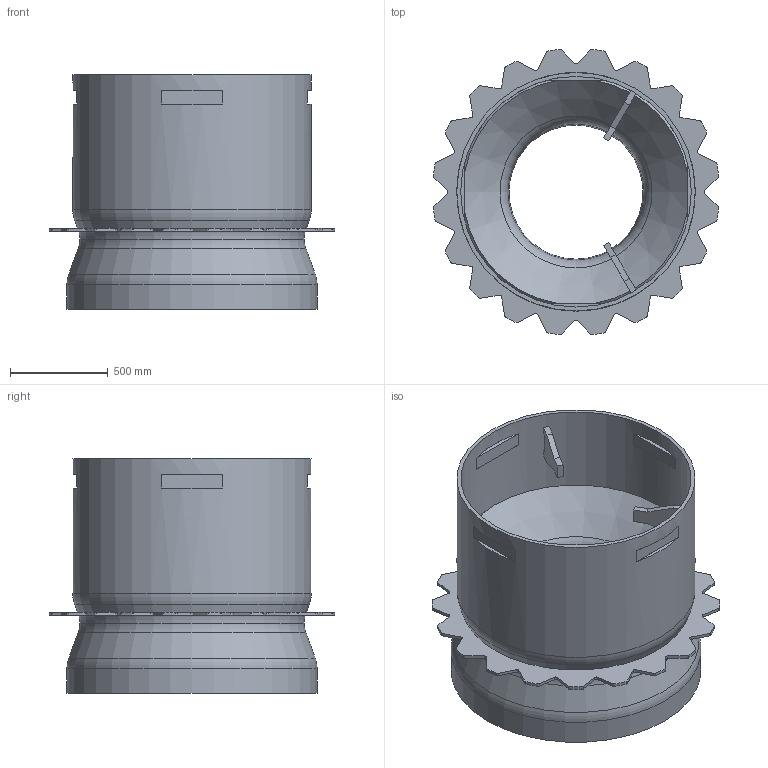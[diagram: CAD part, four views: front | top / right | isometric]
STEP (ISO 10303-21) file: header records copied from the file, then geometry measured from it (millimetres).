
FILE_DESCRIPTION(/* description */ (''),/* implementation_level */ '2;1');
FILE_NAME(/* name */ '16310.070X_3D.stp',/* time_stamp */ '2024-12-12T07:23:27+01:00',/* author */ ('CAD'),/* organization */ (''),/* preprocessor_version */ 'ST-DEVELOPER v20',/* originating_system */ 'AutoCAD Mechanical',/* authorisation */ '');
FILE_SCHEMA (('AUTOMOTIVE_DESIGN { 1 0 10303 214 3 1 1 }'));
Length unit declared in the file: centimetre
Products named in the file (1): Product
Bounding box: 1460.35 x 1460.35 x 1200 mm (x, y, z)
Volume: 134127751.8 mm3; surface area: 14883991.5 mm2
Topology: 5 solids, 5 shells, 202 faces, 568 edges, 373 vertices
Faces by surface type: plane 97, cylinder 86, cone 9, torus 9, bspline 1
Full cylindrical faces by diameter (mm): 698 x1, 730 x1, 1170 x1, 1180 x1, 1220 x1, 1280 x1
Entity records: 6672 total; most frequent: DIRECTION 1211, CARTESIAN_POINT 1170, ORIENTED_EDGE 1136, EDGE_CURVE 568, AXIS2_PLACEMENT_3D 441, VERTEX_POINT 373, LINE 329, VECTOR 329
